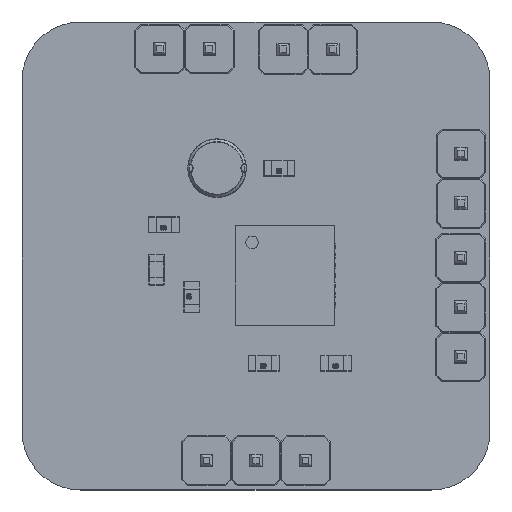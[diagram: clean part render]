
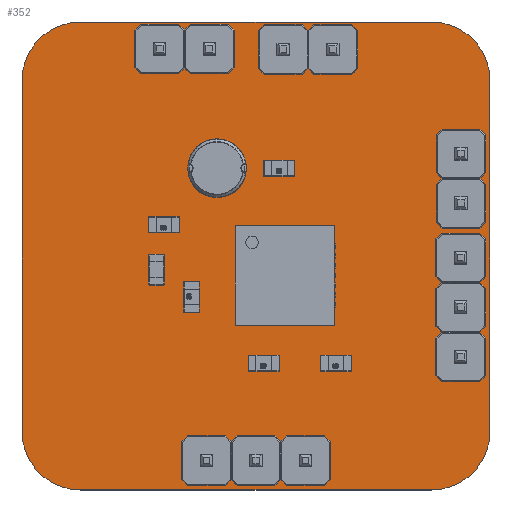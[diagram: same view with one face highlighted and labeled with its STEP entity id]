
A CAD part, top view. The second image highlights one B-rep face of the part: STEP entity #352.
In plain terms, the highlighted planar face has unit normal (0, 0, 1).
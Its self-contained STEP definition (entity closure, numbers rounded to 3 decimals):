
#87 = VERTEX_POINT('',#88);
#88 = CARTESIAN_POINT('',(0.,3.,0.));
#94 = EDGE_CURVE('',#87,#95,#97,.T.);
#95 = VERTEX_POINT('',#96);
#96 = CARTESIAN_POINT('',(0.,21.,0.));
#97 = LINE('',#98,#99);
#98 = CARTESIAN_POINT('',(0.,3.,0.));
#99 = VECTOR('',#100,1.);
#100 = DIRECTION('',(0.,1.,0.));
#125 = EDGE_CURVE('',#95,#126,#128,.T.);
#126 = VERTEX_POINT('',#127);
#127 = CARTESIAN_POINT('',(3.,24.,0.));
#128 = CIRCLE('',#129,3.001);
#129 = AXIS2_PLACEMENT_3D('',#130,#131,#132);
#130 = CARTESIAN_POINT('',(3.001,20.999,0.));
#131 = DIRECTION('',(0.,0.,-1.));
#132 = DIRECTION('',(-1.,0.,0.));
#158 = EDGE_CURVE('',#126,#159,#161,.T.);
#159 = VERTEX_POINT('',#160);
#160 = CARTESIAN_POINT('',(21.,24.,0.));
#161 = LINE('',#162,#163);
#162 = CARTESIAN_POINT('',(3.,24.,0.));
#163 = VECTOR('',#164,1.);
#164 = DIRECTION('',(1.,0.,0.));
#189 = EDGE_CURVE('',#159,#190,#192,.T.);
#190 = VERTEX_POINT('',#191);
#191 = CARTESIAN_POINT('',(24.,21.,0.));
#192 = CIRCLE('',#193,3.001);
#193 = AXIS2_PLACEMENT_3D('',#194,#195,#196);
#194 = CARTESIAN_POINT('',(20.999,20.999,0.));
#195 = DIRECTION('',(0.,0.,-1.));
#196 = DIRECTION('',(0.,1.,0.));
#222 = EDGE_CURVE('',#190,#223,#225,.T.);
#223 = VERTEX_POINT('',#224);
#224 = CARTESIAN_POINT('',(24.,3.,0.));
#225 = LINE('',#226,#227);
#226 = CARTESIAN_POINT('',(24.,21.,0.));
#227 = VECTOR('',#228,1.);
#228 = DIRECTION('',(0.,-1.,0.));
#253 = EDGE_CURVE('',#223,#254,#256,.T.);
#254 = VERTEX_POINT('',#255);
#255 = CARTESIAN_POINT('',(21.,0.,0.));
#256 = CIRCLE('',#257,3.001);
#257 = AXIS2_PLACEMENT_3D('',#258,#259,#260);
#258 = CARTESIAN_POINT('',(20.999,3.001,0.));
#259 = DIRECTION('',(0.,0.,-1.));
#260 = DIRECTION('',(1.,0.,0.));
#286 = EDGE_CURVE('',#254,#287,#289,.T.);
#287 = VERTEX_POINT('',#288);
#288 = CARTESIAN_POINT('',(3.,0.,0.));
#289 = LINE('',#290,#291);
#290 = CARTESIAN_POINT('',(21.,0.,0.));
#291 = VECTOR('',#292,1.);
#292 = DIRECTION('',(-1.,0.,0.));
#317 = EDGE_CURVE('',#287,#87,#318,.T.);
#318 = CIRCLE('',#319,3.001);
#319 = AXIS2_PLACEMENT_3D('',#320,#321,#322);
#320 = CARTESIAN_POINT('',(3.001,3.001,0.));
#321 = DIRECTION('',(0.,0.,-1.));
#322 = DIRECTION('',(0.,-1.,0.));
#352 = ADVANCED_FACE('',(#353),#363,.T.);
#353 = FACE_BOUND('',#354,.F.);
#354 = EDGE_LOOP('',(#355,#356,#357,#358,#359,#360,#361,#362));
#355 = ORIENTED_EDGE('',*,*,#94,.T.);
#356 = ORIENTED_EDGE('',*,*,#125,.T.);
#357 = ORIENTED_EDGE('',*,*,#158,.T.);
#358 = ORIENTED_EDGE('',*,*,#189,.T.);
#359 = ORIENTED_EDGE('',*,*,#222,.T.);
#360 = ORIENTED_EDGE('',*,*,#253,.T.);
#361 = ORIENTED_EDGE('',*,*,#286,.T.);
#362 = ORIENTED_EDGE('',*,*,#317,.T.);
#363 = PLANE('',#364);
#364 = AXIS2_PLACEMENT_3D('',#365,#366,#367);
#365 = CARTESIAN_POINT('',(0.,3.,0.));
#366 = DIRECTION('',(0.,0.,1.));
#367 = DIRECTION('',(1.,0.,0.));
